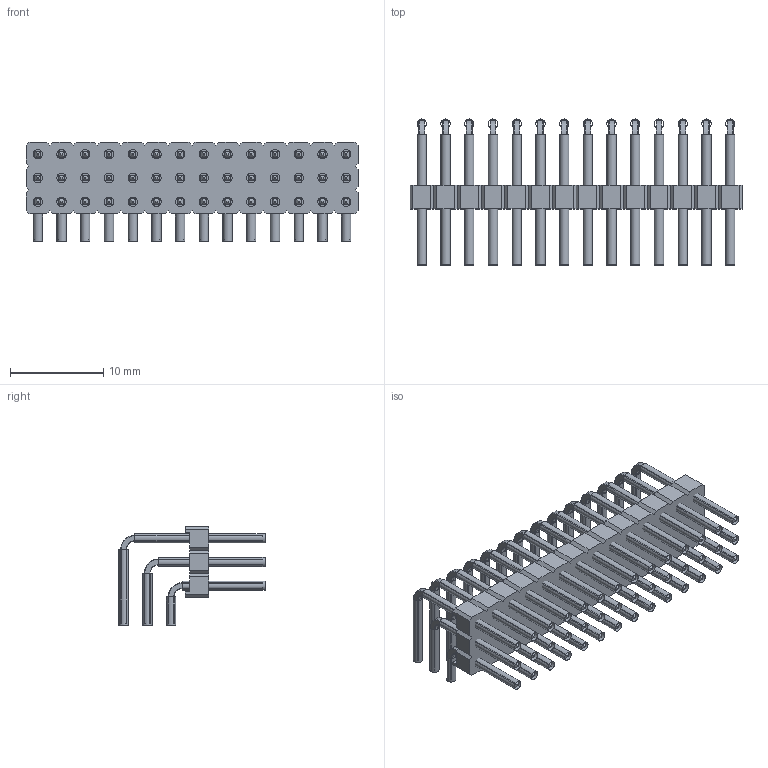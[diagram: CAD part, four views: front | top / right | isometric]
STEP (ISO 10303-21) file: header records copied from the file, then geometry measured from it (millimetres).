
FILE_DESCRIPTION(/* description */ ('-'),/* implementation_level */ '2;1');
FILE_NAME(/* name */ 'Stiftleiste, RM 2,54 mm - 6-3 mm, gewinkelt 90° stehend - 3 x 14 - schwarz',/* time_stamp */ '2022-04-29T19:05:23+02:00',/* author */ ('c.wilms'),/* organization */ ('-'),/* preprocessor_version */ 'ST-DEVELOPER v16.7',/* originating_system */ 'Solid Edge',/* authorisation */ 'Unknown');
FILE_SCHEMA (('AUTOMOTIVE_DESIGN {1 0 10303 214 3 1 1}'));
Length unit declared in the file: millimetre
Products named in the file (5): Stiftleiste, RM 2,54 mm - 6-3 mm, gewinkelt 90° stehend - 3 x 14 - sc
hwarz; Stiftleiste, RM 2,54 mm - Träger - 3 x 14 - schwarz; Stiftleiste, RM 2,54 mm - Stift, Reihe 1 -  6-3 mm, gewinkelt 90° ste
hend; Stiftleiste, RM 2,54 mm - Stift, Reihe 3 -  6-3 mm, gewinkelt 90° ste
hend; Stiftleiste, RM 2,54 mm - Stift, Reihe 2 -  6-3 mm, gewinkelt 90° ste
hend
Assembly tree (43 placements, depth 2):
  Stiftleiste, RM 2,54 mm - 6-3 mm, gewinkelt 90° stehend - 3 x 14 - sc
hwarz
    Stiftleiste, RM 2,54 mm - Träger - 3 x 14 - schwarz
    Stiftleiste, RM 2,54 mm - Stift, Reihe 1 -  6-3 mm, gewinkelt 90° ste
hend  x14
    Stiftleiste, RM 2,54 mm - Stift, Reihe 3 -  6-3 mm, gewinkelt 90° ste
hend  x14
    Stiftleiste, RM 2,54 mm - Stift, Reihe 2 -  6-3 mm, gewinkelt 90° ste
hend  x14
Bounding box: 35.56 x 15.64 x 10.62 mm (x, y, z)
Volume: 850.9 mm3; surface area: 5183.3 mm2
Topology: 43 solids, 127 shells, 1784 faces, 4758 edges, 3060 vertices
Faces by surface type: plane 944, cylinder 672, torus 168
Full cylindrical faces by diameter (mm): 1 x84
Entity records: 18363 total; most frequent: CARTESIAN_POINT 3166, DIRECTION 3158, ORIENTED_EDGE 3096, EDGE_CURVE 1554, LINE 1110, VECTOR 1110, VERTEX_POINT 1032, AXIS2_PLACEMENT_3D 1024
